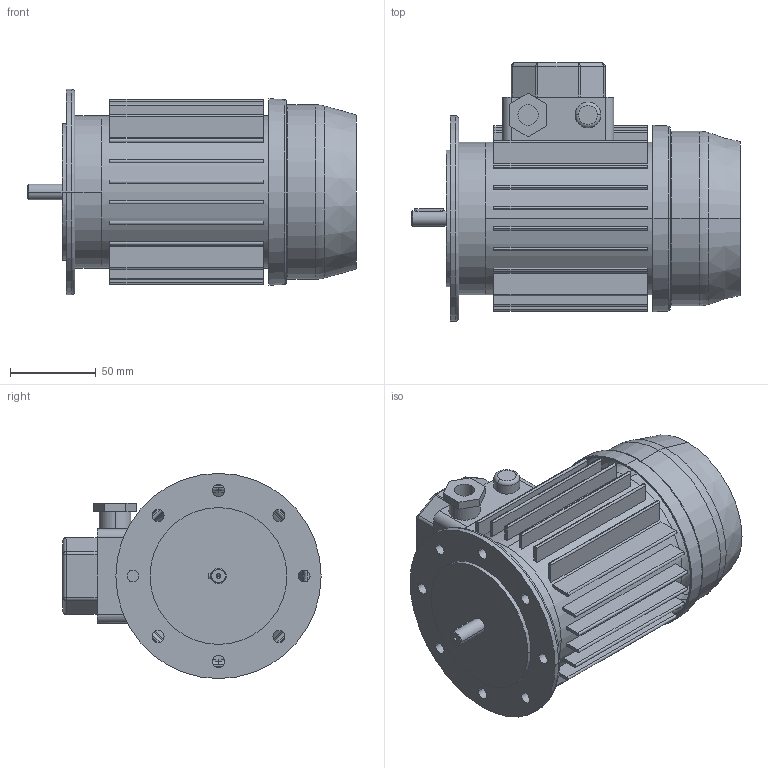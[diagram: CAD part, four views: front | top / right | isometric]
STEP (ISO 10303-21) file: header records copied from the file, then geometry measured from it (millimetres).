
FILE_DESCRIPTION (( 'STEP AP214' ), '1' );
FILE_NAME ('Motor 56 con brida B-5.STEP', '2009-04-28T16:32:00', ( 'Enginy' ), ( 'Usuario' ), 'SwSTEP 2.0', 'SolidWorks 2009', '' );
FILE_SCHEMA (( 'AUTOMOTIVE_DESIGN' ));
Length unit declared in the file: millimetre
Products named in the file (4): Motor 56 con brida B-5; Tapa 56 (para bridas B-5 y B-14); Brida B-5 para motor 56; Cuerpo 56 (para brida B-5 , B-14)
Assembly tree (3 placements, depth 2):
  Motor 56 con brida B-5
    Brida B-5 para motor 56
    Cuerpo 56 (para brida B-5 , B-14)
    Tapa 56 (para bridas B-5 y B-14)
Bounding box: 192 x 151 x 120 mm (x, y, z)
Volume: 1168959.6 mm3; surface area: 173962.8 mm2
Topology: 3 solids, 3 shells, 438 faces, 1157 edges, 747 vertices
Faces by surface type: plane 302, cylinder 96, torus 16, cone 16, sphere 8
Entity records: 13966 total; most frequent: CARTESIAN_POINT 2450, DIRECTION 2319, ORIENTED_EDGE 2294, EDGE_CURVE 1147, VECTOR 847, LINE 847, VERTEX_POINT 747, AXIS2_PLACEMENT_3D 736
